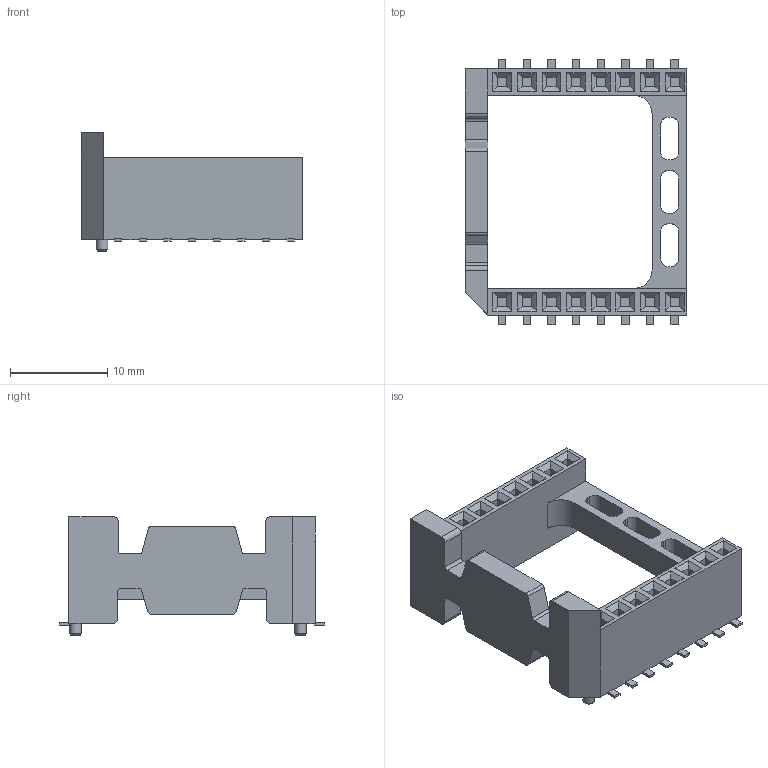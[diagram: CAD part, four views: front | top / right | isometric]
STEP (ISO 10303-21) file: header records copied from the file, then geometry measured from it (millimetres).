
FILE_DESCRIPTION(/* description */ ('Unknown'),/* implementation_level */ '2;1');
FILE_NAME(/* name */ 'MIKROE-4319',/* time_stamp */ '2023-02-13T09:39:34+02:00',/* author */ ('Unknown'),/* organization */ ('Unknown'),/* preprocessor_version */ 'ST-DEVELOPER v18.1',/* originating_system */ 'Solid Edge',/* authorisation */ 'Unknown');
FILE_SCHEMA (('AUTOMOTIVE_DESIGN {1 0 10303 214 3 1 1}'));
Length unit declared in the file: millimetre
Products named in the file (1): MIKROE-4319
Bounding box: 22.88 x 27.42 x 12.2 mm (x, y, z)
Volume: 1486.2 mm3; surface area: 2379 mm2
Topology: 1 solids, 1 shells, 319 faces, 836 edges, 535 vertices
Faces by surface type: plane 285, cylinder 32, cone 2
Full cylindrical faces by diameter (mm): 1.2 x2
Entity records: 11833 total; most frequent: CARTESIAN_POINT 1687, ORIENTED_EDGE 1664, DIRECTION 1538, EDGE_CURVE 832, LINE 766, VECTOR 766, VERTEX_POINT 535, AXIS2_PLACEMENT_3D 386
